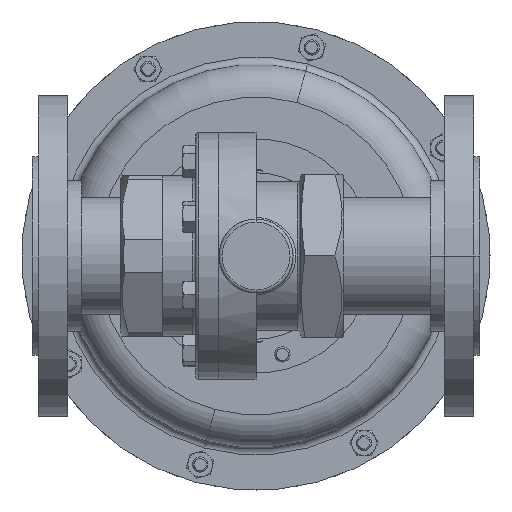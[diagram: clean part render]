
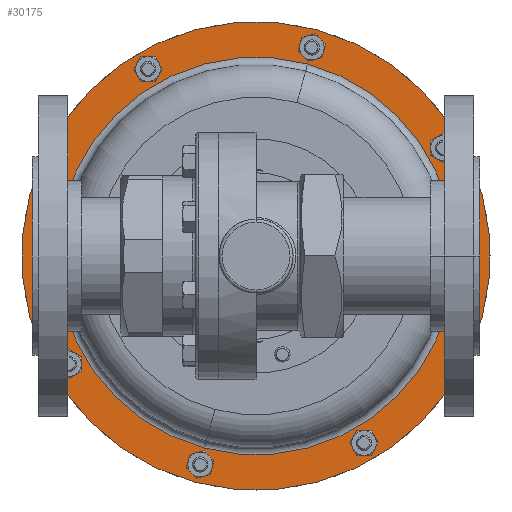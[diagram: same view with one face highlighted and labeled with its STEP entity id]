
A CAD part, front view. The second image highlights one B-rep face of the part: STEP entity #30175.
In plain terms, the highlighted planar face has unit normal (0, -1, 0).
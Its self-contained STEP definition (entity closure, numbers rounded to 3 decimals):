
#1041 = EDGE_CURVE ( 'NONE', #29040, #17277, #8875, .T. ) ;
#1568 = DIRECTION ( 'NONE',  ( 0., 1., 0. ) ) ;
#1683 = CARTESIAN_POINT ( 'NONE',  ( 0., 8.092, 0. ) ) ;
#3701 = ORIENTED_EDGE ( 'NONE', *, *, #37115, .F. ) ;
#4647 = DIRECTION ( 'NONE',  ( 0.259, 0., 0.966 ) ) ;
#4848 = CARTESIAN_POINT ( 'NONE',  ( -1.229, 8.092, -4.588 ) ) ;
#4960 = DIRECTION ( 'NONE',  ( 0.259, 0., 0.966 ) ) ;
#5366 = DIRECTION ( 'NONE',  ( -0.259, 0., -0.966 ) ) ;
#5903 = AXIS2_PLACEMENT_3D ( 'NONE', #7944, #27934, #4647 ) ;
#6783 = VERTEX_POINT ( 'NONE', #4848 ) ;
#6951 = AXIS2_PLACEMENT_3D ( 'NONE', #21376, #1568, #24758 ) ;
#7944 = CARTESIAN_POINT ( 'NONE',  ( 0., 8.092, 0. ) ) ;
#8875 = CIRCLE ( 'NONE', #5903, 4.029 ) ;
#9849 = DIRECTION ( 'NONE',  ( 0., 1., 0. ) ) ;
#11703 = VERTEX_POINT ( 'NONE', #29347 ) ;
#16574 = AXIS2_PLACEMENT_3D ( 'NONE', #29851, #9849, #33175 ) ;
#16584 = AXIS2_PLACEMENT_3D ( 'NONE', #1683, #24893, #4960 ) ;
#17277 = VERTEX_POINT ( 'NONE', #32167 ) ;
#20657 = ORIENTED_EDGE ( 'NONE', *, *, #22174, .F. ) ;
#21376 = CARTESIAN_POINT ( 'NONE',  ( 0., 8.092, 0. ) ) ;
#21917 = CARTESIAN_POINT ( 'NONE',  ( 4.588, 8.092, -1.229 ) ) ;
#22174 = EDGE_CURVE ( 'NONE', #11703, #6783, #34348, .T. ) ;
#24143 = FACE_OUTER_BOUND ( 'NONE', #42293, .T. ) ;
#24758 = DIRECTION ( 'NONE',  ( 0.259, 0., 0.966 ) ) ;
#24893 = DIRECTION ( 'NONE',  ( 0., 1., 0. ) ) ;
#25314 = DIRECTION ( 'NONE',  ( 0., -1., 0. ) ) ;
#27934 = DIRECTION ( 'NONE',  ( 0., 1., 0. ) ) ;
#28884 = CIRCLE ( 'NONE', #6951, 4.75 ) ;
#28963 = CIRCLE ( 'NONE', #16584, 4.029 ) ;
#29040 = VERTEX_POINT ( 'NONE', #41481 ) ;
#29347 = CARTESIAN_POINT ( 'NONE',  ( 1.229, 8.092, 4.588 ) ) ;
#29851 = CARTESIAN_POINT ( 'NONE',  ( 0., 8.092, 0. ) ) ;
#30175 = ADVANCED_FACE ( 'NONE', ( #39630, #24143 ), #41670, .T. ) ;
#32167 = CARTESIAN_POINT ( 'NONE',  ( 1.043, 8.092, 3.892 ) ) ;
#33175 = DIRECTION ( 'NONE',  ( 0.259, 0., 0.966 ) ) ;
#34033 = EDGE_CURVE ( 'NONE', #17277, #29040, #28963, .T. ) ;
#34348 = CIRCLE ( 'NONE', #16574, 4.75 ) ;
#36153 = ORIENTED_EDGE ( 'NONE', *, *, #1041, .T. ) ;
#36416 = ORIENTED_EDGE ( 'NONE', *, *, #34033, .T. ) ;
#37115 = EDGE_CURVE ( 'NONE', #6783, #11703, #28884, .T. ) ;
#38238 = AXIS2_PLACEMENT_3D ( 'NONE', #21917, #25314, #5366 ) ;
#39630 = FACE_BOUND ( 'NONE', #42782, .T. ) ;
#41481 = CARTESIAN_POINT ( 'NONE',  ( -1.043, 8.092, -3.892 ) ) ;
#41670 = PLANE ( 'NONE',  #38238 ) ;
#42293 = EDGE_LOOP ( 'NONE', ( #20657, #3701 ) ) ;
#42782 = EDGE_LOOP ( 'NONE', ( #36416, #36153 ) ) ;
